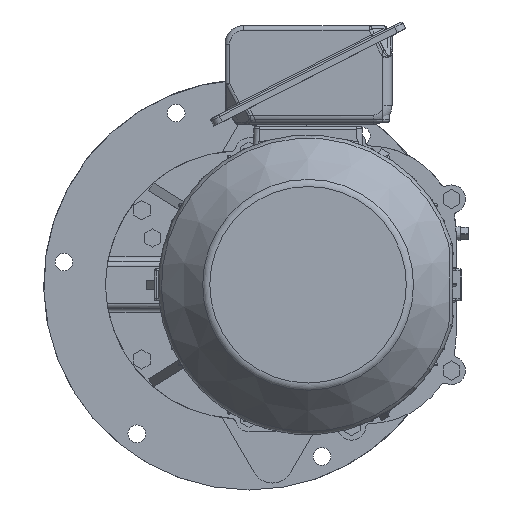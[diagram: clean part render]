
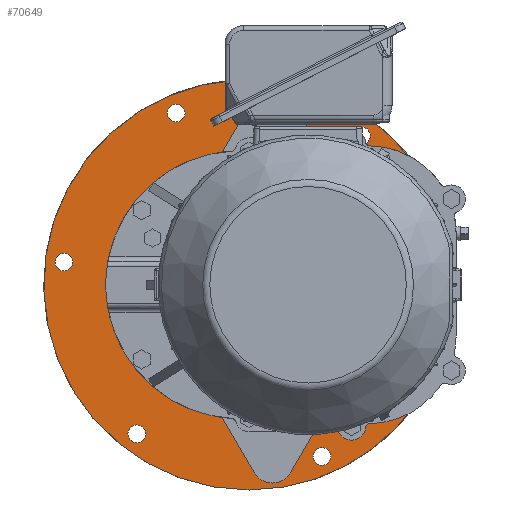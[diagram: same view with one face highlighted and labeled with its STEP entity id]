
A CAD part, left-side view. The second image highlights one B-rep face of the part: STEP entity #70649.
In plain terms, the highlighted planar face has unit normal (-1, 0, 0).
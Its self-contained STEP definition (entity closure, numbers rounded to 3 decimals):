
#458 = DIRECTION ( 'NONE',  ( 0., -1., 0. ) ) ;
#941 = EDGE_CURVE ( 'NONE', #72279, #33047, #99422, .T. ) ;
#1127 = DIRECTION ( 'NONE',  ( 1., 0., 0. ) ) ;
#1526 = FACE_BOUND ( 'NONE', #29108, .T. ) ;
#1637 = EDGE_CURVE ( 'NONE', #25537, #25537, #65055, .T. ) ;
#2901 = CARTESIAN_POINT ( 'NONE',  ( -24., -173., -63.725 ) ) ;
#3616 = CIRCLE ( 'NONE', #20232, 88. ) ;
#4422 = CARTESIAN_POINT ( 'NONE',  ( -24., -103.815, 139.5 ) ) ;
#4553 = CARTESIAN_POINT ( 'NONE',  ( -24., -215.366, 44.918 ) ) ;
#4665 = CIRCLE ( 'NONE', #56594, 9.5 ) ;
#5203 = DIRECTION ( 'NONE',  ( -1., 0., 0. ) ) ;
#5409 = CIRCLE ( 'NONE', #47048, 88. ) ;
#5829 = CARTESIAN_POINT ( 'NONE',  ( -24., 120.363, -159.727 ) ) ;
#6386 = DIRECTION ( 'NONE',  ( -1., 0., 0. ) ) ;
#7373 = CARTESIAN_POINT ( 'NONE',  ( -24., 10., 139.5 ) ) ;
#8575 = CARTESIAN_POINT ( 'NONE',  ( -24., 198.509, 33.874 ) ) ;
#9799 = DIRECTION ( 'NONE',  ( 0., 0., 1. ) ) ;
#10247 = CARTESIAN_POINT ( 'NONE',  ( -24., -127.93, 54.869 ) ) ;
#10938 = AXIS2_PLACEMENT_3D ( 'NONE', #38306, #6386, #18095 ) ;
#11145 = AXIS2_PLACEMENT_3D ( 'NONE', #110823, #12474, #119955 ) ;
#11825 = EDGE_CURVE ( 'NONE', #47017, #47017, #29889, .T. ) ;
#12474 = DIRECTION ( 'NONE',  ( -1., 0., 0. ) ) ;
#14772 = ORIENTED_EDGE ( 'NONE', *, *, #941, .T. ) ;
#15571 = DIRECTION ( 'NONE',  ( 1., 0., 0. ) ) ;
#18095 = DIRECTION ( 'NONE',  ( 0., 0., 1. ) ) ;
#20232 = AXIS2_PLACEMENT_3D ( 'NONE', #124943, #15571, #64439 ) ;
#20255 = VERTEX_POINT ( 'NONE', #116658 ) ;
#21644 = DIRECTION ( 'NONE',  ( 1., 0., 0. ) ) ;
#22260 = CARTESIAN_POINT ( 'NONE',  ( -24., 0., 0. ) ) ;
#23815 = EDGE_LOOP ( 'NONE', ( #36613 ) ) ;
#25537 = VERTEX_POINT ( 'NONE', #93914 ) ;
#26171 = ORIENTED_EDGE ( 'NONE', *, *, #128524, .T. ) ;
#26178 = CARTESIAN_POINT ( 'NONE',  ( -24., 78.146, 193.601 ) ) ;
#26325 = CARTESIAN_POINT ( 'NONE',  ( -24., 10., -139.5 ) ) ;
#27331 = LINE ( 'NONE', #106121, #68296 ) ;
#29108 = EDGE_LOOP ( 'NONE', ( #34161 ) ) ;
#29640 = AXIS2_PLACEMENT_3D ( 'NONE', #80194, #119924, #30735 ) ;
#29647 = LINE ( 'NONE', #60219, #109791 ) ;
#29889 = CIRCLE ( 'NONE', #113050, 9.5 ) ;
#29970 = CARTESIAN_POINT ( 'NONE',  ( -24., 198.509, 24.374 ) ) ;
#30735 = DIRECTION ( 'NONE',  ( 0., 0., 1. ) ) ;
#30842 = ORIENTED_EDGE ( 'NONE', *, *, #109397, .F. ) ;
#31601 = EDGE_CURVE ( 'NONE', #33047, #79780, #3616, .T. ) ;
#31859 = CARTESIAN_POINT ( 'NONE',  ( -24., -180.987, 125.075 ) ) ;
#32088 = FACE_BOUND ( 'NONE', #98481, .T. ) ;
#33047 = VERTEX_POINT ( 'NONE', #4422 ) ;
#33623 = CIRCLE ( 'NONE', #112597, 139.5 ) ;
#34161 = ORIENTED_EDGE ( 'NONE', *, *, #124567, .F. ) ;
#35426 = DIRECTION ( 'NONE',  ( 0., 0., -1. ) ) ;
#36613 = ORIENTED_EDGE ( 'NONE', *, *, #1637, .F. ) ;
#37967 = CIRCLE ( 'NONE', #29640, 9.5 ) ;
#38306 = CARTESIAN_POINT ( 'NONE',  ( -24., -78.146, -184.101 ) ) ;
#38552 = CARTESIAN_POINT ( 'NONE',  ( -24., -120.363, 169.227 ) ) ;
#41245 = FACE_BOUND ( 'NONE', #90364, .T. ) ;
#43164 = DIRECTION ( 'NONE',  ( 0., 0., 1. ) ) ;
#44428 = EDGE_CURVE ( 'NONE', #72958, #58196, #27331, .T. ) ;
#47017 = VERTEX_POINT ( 'NONE', #26178 ) ;
#47048 = AXIS2_PLACEMENT_3D ( 'NONE', #10247, #1127, #79884 ) ;
#48926 = EDGE_CURVE ( 'NONE', #123827, #72279, #33623, .T. ) ;
#49950 = ORIENTED_EDGE ( 'NONE', *, *, #84183, .F. ) ;
#53174 = EDGE_CURVE ( 'NONE', #63223, #72958, #29647, .T. ) ;
#53283 = CARTESIAN_POINT ( 'NONE',  ( -24., 10., -139.5 ) ) ;
#54101 = DIRECTION ( 'NONE',  ( 0., 0., -1. ) ) ;
#56594 = AXIS2_PLACEMENT_3D ( 'NONE', #29970, #78795, #9799 ) ;
#58196 = VERTEX_POINT ( 'NONE', #120205 ) ;
#60219 = CARTESIAN_POINT ( 'NONE',  ( -24., -173., -62. ) ) ;
#61583 = ORIENTED_EDGE ( 'NONE', *, *, #71756, .T. ) ;
#61665 = ORIENTED_EDGE ( 'NONE', *, *, #53174, .T. ) ;
#61891 = CARTESIAN_POINT ( 'NONE',  ( -24., 120.363, -150.227 ) ) ;
#63223 = VERTEX_POINT ( 'NONE', #77077 ) ;
#64439 = DIRECTION ( 'NONE',  ( 0., 0., 1. ) ) ;
#65055 = CIRCLE ( 'NONE', #10938, 9.5 ) ;
#65262 = CIRCLE ( 'NONE', #11145, 9.5 ) ;
#65637 = AXIS2_PLACEMENT_3D ( 'NONE', #71785, #112133, #43164 ) ;
#65925 = ORIENTED_EDGE ( 'NONE', *, *, #48926, .T. ) ;
#68296 = VECTOR ( 'NONE', #97005, 1000. ) ;
#69054 = VECTOR ( 'NONE', #458, 1000. ) ;
#70649 = ADVANCED_FACE ( 'NONE', ( #1526, #121266, #32088, #82840, #80913, #41245, #92613 ), #73059, .T. ) ;
#71756 = EDGE_CURVE ( 'NONE', #121194, #63223, #5409, .T. ) ;
#71785 = CARTESIAN_POINT ( 'NONE',  ( -24., 0., 0. ) ) ;
#72279 = VERTEX_POINT ( 'NONE', #7373 ) ;
#72411 = DIRECTION ( 'NONE',  ( 0., 0., 1. ) ) ;
#72730 = CIRCLE ( 'NONE', #106038, 9.5 ) ;
#72958 = VERTEX_POINT ( 'NONE', #2901 ) ;
#73059 = PLANE ( 'NONE',  #65637 ) ;
#74841 = DIRECTION ( 'NONE',  ( 0., 0., 1. ) ) ;
#75977 = ORIENTED_EDGE ( 'NONE', *, *, #31601, .T. ) ;
#77077 = CARTESIAN_POINT ( 'NONE',  ( -24., -173., -20.714 ) ) ;
#78384 = ORIENTED_EDGE ( 'NONE', *, *, #11825, .F. ) ;
#78795 = DIRECTION ( 'NONE',  ( -1., 0., 0. ) ) ;
#79780 = VERTEX_POINT ( 'NONE', #31859 ) ;
#79884 = DIRECTION ( 'NONE',  ( 0., 0., 1. ) ) ;
#80194 = CARTESIAN_POINT ( 'NONE',  ( -24., -198.509, -24.374 ) ) ;
#80913 = FACE_BOUND ( 'NONE', #104551, .T. ) ;
#82773 = DIRECTION ( 'NONE',  ( 1., 0., 0. ) ) ;
#82840 = FACE_BOUND ( 'NONE', #121792, .T. ) ;
#84183 = EDGE_CURVE ( 'NONE', #86735, #86735, #4665, .T. ) ;
#86692 = EDGE_CURVE ( 'NONE', #87994, #87994, #65262, .T. ) ;
#86735 = VERTEX_POINT ( 'NONE', #8575 ) ;
#87025 = ORIENTED_EDGE ( 'NONE', *, *, #44428, .T. ) ;
#87994 = VERTEX_POINT ( 'NONE', #38552 ) ;
#89630 = CARTESIAN_POINT ( 'NONE',  ( -24., 0., 139.5 ) ) ;
#90364 = EDGE_LOOP ( 'NONE', ( #49950 ) ) ;
#90390 = ORIENTED_EDGE ( 'NONE', *, *, #102365, .F. ) ;
#92613 = FACE_OUTER_BOUND ( 'NONE', #103583, .T. ) ;
#93003 = DIRECTION ( 'NONE',  ( 0., 1., 0. ) ) ;
#93914 = CARTESIAN_POINT ( 'NONE',  ( -24., -78.146, -174.601 ) ) ;
#97005 = DIRECTION ( 'NONE',  ( 0., 0.864, -0.503 ) ) ;
#98481 = EDGE_LOOP ( 'NONE', ( #30842 ) ) ;
#98993 = VECTOR ( 'NONE', #93003, 1000. ) ;
#99422 = LINE ( 'NONE', #89630, #69054 ) ;
#102365 = EDGE_CURVE ( 'NONE', #121194, #79780, #119410, .T. ) ;
#103583 = EDGE_LOOP ( 'NONE', ( #90390, #61583, #61665, #87025, #26171, #65925, #14772, #75977 ) ) ;
#104551 = EDGE_LOOP ( 'NONE', ( #78384 ) ) ;
#106038 = AXIS2_PLACEMENT_3D ( 'NONE', #5829, #5203, #74841 ) ;
#106051 = DIRECTION ( 'NONE',  ( -1., 0., 0. ) ) ;
#106121 = CARTESIAN_POINT ( 'NONE',  ( -24., -43.509, -139.093 ) ) ;
#107364 = DIRECTION ( 'NONE',  ( 0., 0., 1. ) ) ;
#109397 = EDGE_CURVE ( 'NONE', #20255, #20255, #37967, .T. ) ;
#109791 = VECTOR ( 'NONE', #35426, 1000. ) ;
#110823 = CARTESIAN_POINT ( 'NONE',  ( -24., -120.363, 159.727 ) ) ;
#111997 = VERTEX_POINT ( 'NONE', #61891 ) ;
#112133 = DIRECTION ( 'NONE',  ( -1., 0., 0. ) ) ;
#112597 = AXIS2_PLACEMENT_3D ( 'NONE', #120606, #21644, #72411 ) ;
#113050 = AXIS2_PLACEMENT_3D ( 'NONE', #125562, #106051, #107364 ) ;
#113171 = AXIS2_PLACEMENT_3D ( 'NONE', #22260, #82773, #54101 ) ;
#116658 = CARTESIAN_POINT ( 'NONE',  ( -24., -198.509, -14.874 ) ) ;
#118623 = LINE ( 'NONE', #53283, #98993 ) ;
#119410 = CIRCLE ( 'NONE', #113171, 220. ) ;
#119924 = DIRECTION ( 'NONE',  ( -1., 0., 0. ) ) ;
#119955 = DIRECTION ( 'NONE',  ( 0., 0., 1. ) ) ;
#120205 = CARTESIAN_POINT ( 'NONE',  ( -24., -42.809, -139.5 ) ) ;
#120606 = CARTESIAN_POINT ( 'NONE',  ( -24., 10., 0. ) ) ;
#121194 = VERTEX_POINT ( 'NONE', #4553 ) ;
#121266 = FACE_BOUND ( 'NONE', #23815, .T. ) ;
#121792 = EDGE_LOOP ( 'NONE', ( #126887 ) ) ;
#123827 = VERTEX_POINT ( 'NONE', #26325 ) ;
#124567 = EDGE_CURVE ( 'NONE', #111997, #111997, #72730, .T. ) ;
#124943 = CARTESIAN_POINT ( 'NONE',  ( -24., -127.93, 54.869 ) ) ;
#125562 = CARTESIAN_POINT ( 'NONE',  ( -24., 78.146, 184.101 ) ) ;
#126887 = ORIENTED_EDGE ( 'NONE', *, *, #86692, .F. ) ;
#128524 = EDGE_CURVE ( 'NONE', #58196, #123827, #118623, .T. ) ;
